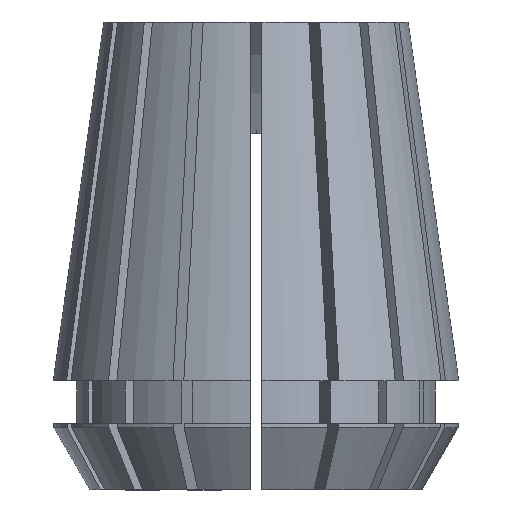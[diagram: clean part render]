
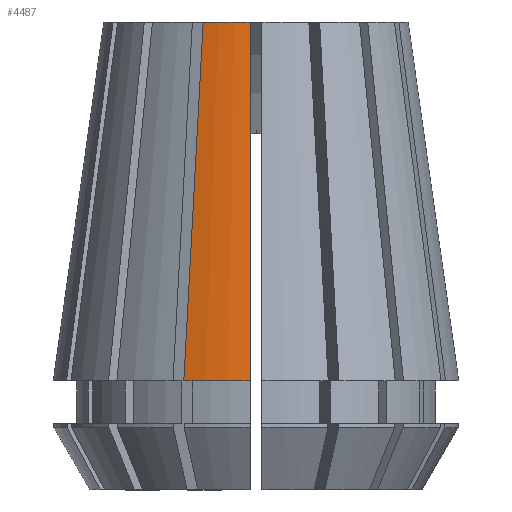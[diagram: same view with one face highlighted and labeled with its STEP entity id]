
A CAD part, left-side view. The second image highlights one B-rep face of the part: STEP entity #4487.
In plain terms, the highlighted conical face has half-angle 8 degrees and reference radius 25.998 mm.
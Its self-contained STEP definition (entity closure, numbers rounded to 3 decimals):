
#223 = AXIS2_PLACEMENT_3D ( 'NONE', #413, #4032, #3540 ) ;
#413 = CARTESIAN_POINT ( 'NONE',  ( 0., 0., -46. ) ) ;
#566 = CARTESIAN_POINT ( 'NONE',  ( -18.32, 6.777, 0. ) ) ;
#692 = AXIS2_PLACEMENT_3D ( 'NONE', #4739, #4254, #1617 ) ;
#694 = CARTESIAN_POINT ( 'NONE',  ( -24.296, 9.252, -46. ) ) ;
#986 = CARTESIAN_POINT ( 'NONE',  ( -24.296, 9.252, -46. ) ) ;
#1033 = DIRECTION ( 'NONE',  ( 1., 0., 0. ) ) ;
#1289 = B_SPLINE_CURVE_WITH_KNOTS ( 'NONE', 3,
 ( #986, #4559, #2762, #566 ),
 .UNSPECIFIED., .F., .F.,
 ( 4, 4 ),
 ( 0., 0.046 ),
 .UNSPECIFIED. ) ;
#1320 = ORIENTED_EDGE ( 'NONE', *, *, #4531, .T. ) ;
#1431 = VERTEX_POINT ( 'NONE', #3986 ) ;
#1617 = DIRECTION ( 'NONE',  ( 1., 0., 0. ) ) ;
#2041 = CONICAL_SURFACE ( 'NONE', #223, 25.998, 0.14 ) ;
#2131 = VERTEX_POINT ( 'NONE', #4185 ) ;
#2337 = ORIENTED_EDGE ( 'NONE', *, *, #5225, .F. ) ;
#2360 = CARTESIAN_POINT ( 'NONE',  ( -19.519, 0.75, 0. ) ) ;
#2631 = EDGE_LOOP ( 'NONE', ( #2337, #5328, #1320, #3148 ) ) ;
#2762 = CARTESIAN_POINT ( 'NONE',  ( -20.312, 7.602, -15.333 ) ) ;
#2885 = CIRCLE ( 'NONE', #3054, 25.998 ) ;
#3048 = CARTESIAN_POINT ( 'NONE',  ( -25.987, 0.75, -46. ) ) ;
#3054 = AXIS2_PLACEMENT_3D ( 'NONE', #4212, #5019, #1033 ) ;
#3089 = CARTESIAN_POINT ( 'NONE',  ( -19.519, 0.75, 0. ) ) ;
#3148 = ORIENTED_EDGE ( 'NONE', *, *, #4797, .F. ) ;
#3388 = FACE_OUTER_BOUND ( 'NONE', #2631, .T. ) ;
#3540 = DIRECTION ( 'NONE',  ( -1., 0., 0. ) ) ;
#3648 = CIRCLE ( 'NONE', #692, 19.533 ) ;
#3957 = CARTESIAN_POINT ( 'NONE',  ( -21.675, 0.75, -15.333 ) ) ;
#3986 = CARTESIAN_POINT ( 'NONE',  ( -25.987, 0.75, -46. ) ) ;
#4032 = DIRECTION ( 'NONE',  ( 0., 0., -1. ) ) ;
#4185 = CARTESIAN_POINT ( 'NONE',  ( -18.32, 6.777, 0. ) ) ;
#4212 = CARTESIAN_POINT ( 'NONE',  ( 0., 0., -46. ) ) ;
#4254 = DIRECTION ( 'NONE',  ( 0., 0., 1. ) ) ;
#4487 = ADVANCED_FACE ( 'NONE', ( #3388 ), #2041, .T. ) ;
#4531 = EDGE_CURVE ( 'NONE', #1431, #5178, #5466, .T. ) ;
#4559 = CARTESIAN_POINT ( 'NONE',  ( -22.304, 8.427, -30.667 ) ) ;
#4728 = EDGE_CURVE ( 'NONE', #4907, #1431, #2885, .T. ) ;
#4739 = CARTESIAN_POINT ( 'NONE',  ( 0., 0., 0. ) ) ;
#4797 = EDGE_CURVE ( 'NONE', #2131, #5178, #3648, .T. ) ;
#4876 = CARTESIAN_POINT ( 'NONE',  ( -23.831, 0.75, -30.667 ) ) ;
#4907 = VERTEX_POINT ( 'NONE', #694 ) ;
#5019 = DIRECTION ( 'NONE',  ( 0., 0., 1. ) ) ;
#5178 = VERTEX_POINT ( 'NONE', #2360 ) ;
#5225 = EDGE_CURVE ( 'NONE', #4907, #2131, #1289, .T. ) ;
#5328 = ORIENTED_EDGE ( 'NONE', *, *, #4728, .T. ) ;
#5466 = B_SPLINE_CURVE_WITH_KNOTS ( 'NONE', 3,
 ( #3048, #4876, #3957, #3089 ),
 .UNSPECIFIED., .F., .F.,
 ( 4, 4 ),
 ( 0.038, 0.084 ),
 .UNSPECIFIED. ) ;
